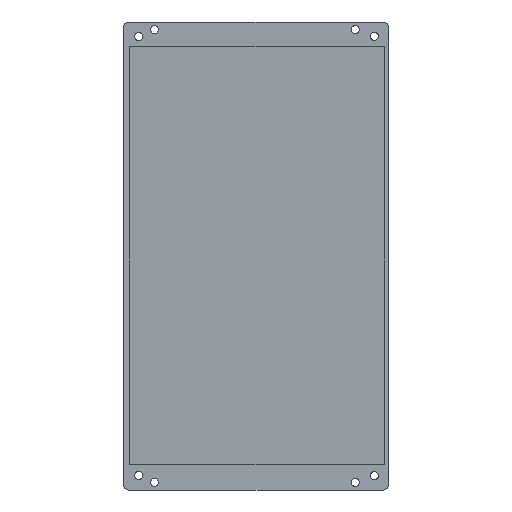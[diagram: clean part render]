
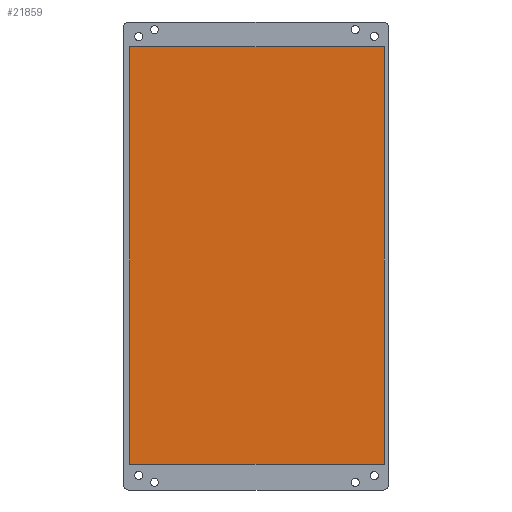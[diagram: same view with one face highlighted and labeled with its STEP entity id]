
A CAD part, front view. The second image highlights one B-rep face of the part: STEP entity #21859.
In plain terms, the highlighted planar face has unit normal (0, -1, 0).
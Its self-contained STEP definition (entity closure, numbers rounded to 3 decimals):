
#243=PLANE('',#23418);
#1250=FACE_OUTER_BOUND('',#2454,.T.);
#2454=EDGE_LOOP('',(#14934,#14935,#14936,#14937));
#3690=LINE('',#30993,#6466);
#3691=LINE('',#30995,#6467);
#3692=LINE('',#30997,#6468);
#3693=LINE('',#30998,#6469);
#6466=VECTOR('',#25091,10.);
#6467=VECTOR('',#25092,10.);
#6468=VECTOR('',#25093,10.);
#6469=VECTOR('',#25094,10.);
#9616=VERTEX_POINT('',#30991);
#9617=VERTEX_POINT('',#30992);
#9618=VERTEX_POINT('',#30994);
#9619=VERTEX_POINT('',#30996);
#11664=EDGE_CURVE('',#9616,#9617,#3690,.T.);
#11665=EDGE_CURVE('',#9617,#9618,#3691,.T.);
#11666=EDGE_CURVE('',#9618,#9619,#3692,.T.);
#11667=EDGE_CURVE('',#9619,#9616,#3693,.T.);
#14934=ORIENTED_EDGE('',*,*,#11664,.T.);
#14935=ORIENTED_EDGE('',*,*,#11665,.T.);
#14936=ORIENTED_EDGE('',*,*,#11666,.T.);
#14937=ORIENTED_EDGE('',*,*,#11667,.T.);
#21859=ADVANCED_FACE('',(#1250),#243,.T.);
#23418=AXIS2_PLACEMENT_3D('',#30990,#25089,#25090);
#25089=DIRECTION('center_axis',(0.,-1.,0.));
#25090=DIRECTION('ref_axis',(0.,0.,-1.));
#25091=DIRECTION('',(-1.,0.,0.));
#25092=DIRECTION('',(0.,0.,-1.));
#25093=DIRECTION('',(1.,0.,0.));
#25094=DIRECTION('',(0.,0.,1.));
#30990=CARTESIAN_POINT('Origin',(-50.7,-1.3,-83.05));
#30991=CARTESIAN_POINT('',(0.,-1.3,0.));
#30992=CARTESIAN_POINT('',(-101.4,-1.3,0.));
#30993=CARTESIAN_POINT('',(0.,-1.3,0.));
#30994=CARTESIAN_POINT('',(-101.4,-1.3,-166.1));
#30995=CARTESIAN_POINT('',(-101.4,-1.3,0.));
#30996=CARTESIAN_POINT('',(0.,-1.3,-166.1));
#30997=CARTESIAN_POINT('',(-101.4,-1.3,-166.1));
#30998=CARTESIAN_POINT('',(0.,-1.3,-166.1));
